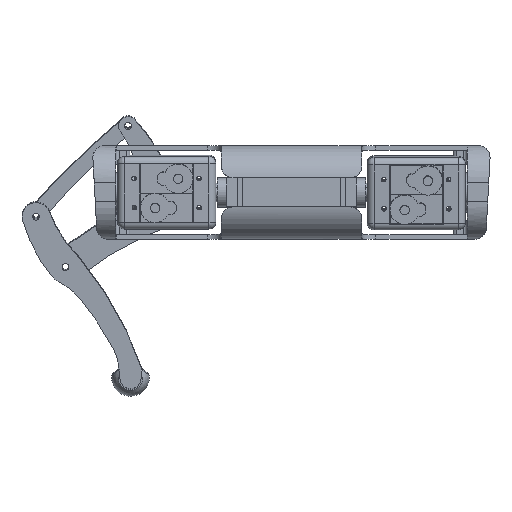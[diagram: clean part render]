
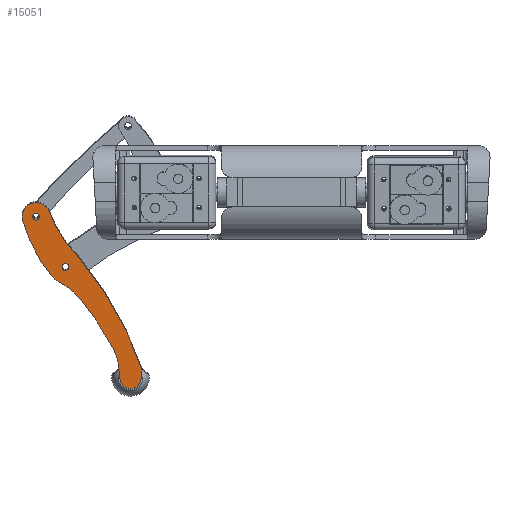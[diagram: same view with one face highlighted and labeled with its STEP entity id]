
A CAD part, top view. The second image highlights one B-rep face of the part: STEP entity #15051.
In plain terms, the highlighted face is planar.
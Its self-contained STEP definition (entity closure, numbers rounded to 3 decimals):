
#65 = ORIENTED_EDGE ( 'NONE', *, *, #10801, .T. ) ;
#157 = DIRECTION ( 'NONE',  ( 1., 0., 0. ) ) ;
#196 = ORIENTED_EDGE ( 'NONE', *, *, #11434, .T. ) ;
#294 = CARTESIAN_POINT ( 'NONE',  ( 10.107, -58.452, 5. ) ) ;
#311 = CARTESIAN_POINT ( 'NONE',  ( 14.893, -58.452, 5. ) ) ;
#364 = DIRECTION ( 'NONE',  ( 1., 0., 0. ) ) ;
#374 = CARTESIAN_POINT ( 'NONE',  ( -47.671, 1.717, 5. ) ) ;
#758 = AXIS2_PLACEMENT_3D ( 'NONE', #294, #2712, #6381 ) ;
#909 = EDGE_CURVE ( 'NONE', #1970, #14548, #1358, .T. ) ;
#915 = ORIENTED_EDGE ( 'NONE', *, *, #9933, .T. ) ;
#925 = B_SPLINE_CURVE_WITH_KNOTS ( 'NONE', 3,
 ( #11777, #9393, #2098, #5598, #15360 ),
 .UNSPECIFIED., .F., .F.,
 ( 4, 1, 4 ),
 ( 0., 0.673, 1. ),
 .UNSPECIFIED. ) ;
#958 = DIRECTION ( 'NONE',  ( 0., 0., 1. ) ) ;
#1130 = ORIENTED_EDGE ( 'NONE', *, *, #909, .F. ) ;
#1283 = CARTESIAN_POINT ( 'NONE',  ( 25., 0., 5. ) ) ;
#1358 = CIRCLE ( 'NONE', #6945, 1.45 ) ;
#1427 = ORIENTED_EDGE ( 'NONE', *, *, #11323, .T. ) ;
#1808 = CIRCLE ( 'NONE', #6660, 53.319 ) ;
#1818 = AXIS2_PLACEMENT_3D ( 'NONE', #13721, #13871, #14928 ) ;
#1969 = AXIS2_PLACEMENT_3D ( 'NONE', #13468, #8594, #157 ) ;
#1970 = VERTEX_POINT ( 'NONE', #6037 ) ;
#2098 = CARTESIAN_POINT ( 'NONE',  ( -32.611, -0.1, 5. ) ) ;
#2107 = EDGE_LOOP ( 'NONE', ( #1130, #12265 ) ) ;
#2126 = VERTEX_POINT ( 'NONE', #8600 ) ;
#2411 = DIRECTION ( 'NONE',  ( 0., 0., -1. ) ) ;
#2500 = AXIS2_PLACEMENT_3D ( 'NONE', #4633, #958, #15499 ) ;
#2512 = FACE_BOUND ( 'NONE', #11985, .T. ) ;
#2566 = CARTESIAN_POINT ( 'NONE',  ( -43.565, 9.772, 5. ) ) ;
#2712 = DIRECTION ( 'NONE',  ( 0., 0., 1. ) ) ;
#2776 = EDGE_CURVE ( 'NONE', #14548, #1970, #5290, .T. ) ;
#2803 = CIRCLE ( 'NONE', #2500, 6. ) ;
#2909 = AXIS2_PLACEMENT_3D ( 'NONE', #12929, #12825, #10445 ) ;
#3312 = DIRECTION ( 'NONE',  ( 0., 0., -1. ) ) ;
#3687 = EDGE_CURVE ( 'NONE', #12022, #2126, #2803, .T. ) ;
#3695 = CARTESIAN_POINT ( 'NONE',  ( 26.45, 0., 5. ) ) ;
#3721 = DIRECTION ( 'NONE',  ( 1., 0., 0. ) ) ;
#3811 = ORIENTED_EDGE ( 'NONE', *, *, #11253, .T. ) ;
#3889 = CARTESIAN_POINT ( 'NONE',  ( -1.45, 0., 5. ) ) ;
#3936 = DIRECTION ( 'NONE',  ( 1., 0., 0. ) ) ;
#4190 = PLANE ( 'NONE',  #9981 ) ;
#4334 = DIRECTION ( 'NONE',  ( 1., 0., 0. ) ) ;
#4367 = DIRECTION ( 'NONE',  ( 0., 0., 1. ) ) ;
#4509 = CARTESIAN_POINT ( 'NONE',  ( 26.481, 5.814, 5. ) ) ;
#4544 = EDGE_CURVE ( 'NONE', #4578, #15511, #9242, .T. ) ;
#4578 = VERTEX_POINT ( 'NONE', #11723 ) ;
#4633 = CARTESIAN_POINT ( 'NONE',  ( -55., 0., 5. ) ) ;
#5012 = DIRECTION ( 'NONE',  ( 1., 0., 0. ) ) ;
#5265 = DIRECTION ( 'NONE',  ( 0., 0., 1. ) ) ;
#5290 = CIRCLE ( 'NONE', #15074, 1.45 ) ;
#5365 = AXIS2_PLACEMENT_3D ( 'NONE', #2566, #2411, #5953 ) ;
#5393 = EDGE_LOOP ( 'NONE', ( #65, #12889, #13494, #7250, #196, #915, #3811, #9932, #8682, #1427, #13939 ) ) ;
#5598 = CARTESIAN_POINT ( 'NONE',  ( -44.454, 0.077, 5. ) ) ;
#5611 = AXIS2_PLACEMENT_3D ( 'NONE', #13518, #14726, #5012 ) ;
#5689 = DIRECTION ( 'NONE',  ( -1., 0., 0. ) ) ;
#5774 = CIRCLE ( 'NONE', #1818, 1.45 ) ;
#5835 = CARTESIAN_POINT ( 'NONE',  ( 1.728, -6.783, 5. ) ) ;
#5936 = EDGE_CURVE ( 'NONE', #6496, #14768, #5774, .T. ) ;
#5953 = DIRECTION ( 'NONE',  ( 1., 0., 0. ) ) ;
#6037 = CARTESIAN_POINT ( 'NONE',  ( 23.55, 0., 5. ) ) ;
#6381 = DIRECTION ( 'NONE',  ( 1., 0., 0. ) ) ;
#6394 = DIRECTION ( 'NONE',  ( 0., 0., -1. ) ) ;
#6469 = VERTEX_POINT ( 'NONE', #5835 ) ;
#6496 = VERTEX_POINT ( 'NONE', #15432 ) ;
#6660 = AXIS2_PLACEMENT_3D ( 'NONE', #311, #6394, #364 ) ;
#6713 = CARTESIAN_POINT ( 'NONE',  ( -55., 0., 5. ) ) ;
#6747 = CARTESIAN_POINT ( 'NONE',  ( -50.439, 3.898, 5. ) ) ;
#6945 = AXIS2_PLACEMENT_3D ( 'NONE', #11670, #4367, #12135 ) ;
#6974 = VERTEX_POINT ( 'NONE', #9562 ) ;
#7250 = ORIENTED_EDGE ( 'NONE', *, *, #8340, .T. ) ;
#7611 = CIRCLE ( 'NONE', #8128, 6. ) ;
#7739 = CIRCLE ( 'NONE', #9457, 7. ) ;
#7767 = CARTESIAN_POINT ( 'NONE',  ( 0., 0., 5. ) ) ;
#8128 = AXIS2_PLACEMENT_3D ( 'NONE', #6713, #9160, #10342 ) ;
#8340 = EDGE_CURVE ( 'NONE', #2126, #6974, #7611, .T. ) ;
#8557 = VERTEX_POINT ( 'NONE', #15509 ) ;
#8579 = CARTESIAN_POINT ( 'NONE',  ( -14.714, 1.575, 5. ) ) ;
#8594 = DIRECTION ( 'NONE',  ( 0., 0., -1. ) ) ;
#8600 = CARTESIAN_POINT ( 'NONE',  ( -61., 0., 5. ) ) ;
#8682 = ORIENTED_EDGE ( 'NONE', *, *, #11793, .T. ) ;
#8964 = CARTESIAN_POINT ( 'NONE',  ( 0., 0., 5. ) ) ;
#9044 = VERTEX_POINT ( 'NONE', #374 ) ;
#9160 = DIRECTION ( 'NONE',  ( 0., 0., 1. ) ) ;
#9223 = CARTESIAN_POINT ( 'NONE',  ( 25., 0., 5. ) ) ;
#9242 = CIRCLE ( 'NONE', #14397, 6. ) ;
#9298 = EDGE_CURVE ( 'NONE', #8557, #15244, #14026, .T. ) ;
#9393 = CARTESIAN_POINT ( 'NONE',  ( -23.186, 0.086, 5. ) ) ;
#9457 = AXIS2_PLACEMENT_3D ( 'NONE', #8964, #10314, #4334 ) ;
#9562 = CARTESIAN_POINT ( 'NONE',  ( -56.18, -5.883, 5. ) ) ;
#9932 = ORIENTED_EDGE ( 'NONE', *, *, #4544, .T. ) ;
#9933 = EDGE_CURVE ( 'NONE', #13194, #6469, #7739, .T. ) ;
#9978 = VERTEX_POINT ( 'NONE', #13950 ) ;
#9981 = AXIS2_PLACEMENT_3D ( 'NONE', #11551, #3312, #5689 ) ;
#10120 = ORIENTED_EDGE ( 'NONE', *, *, #11051, .F. ) ;
#10314 = DIRECTION ( 'NONE',  ( 0., 0., 1. ) ) ;
#10342 = DIRECTION ( 'NONE',  ( 1., 0., 0. ) ) ;
#10445 = DIRECTION ( 'NONE',  ( 1., 0., 0. ) ) ;
#10586 = CIRCLE ( 'NONE', #2909, 159.976 ) ;
#10621 = AXIS2_PLACEMENT_3D ( 'NONE', #7767, #5265, #3936 ) ;
#10801 = EDGE_CURVE ( 'NONE', #15244, #9044, #925, .T. ) ;
#11051 = EDGE_CURVE ( 'NONE', #14768, #6496, #14363, .T. ) ;
#11253 = EDGE_CURVE ( 'NONE', #6469, #4578, #1808, .T. ) ;
#11323 = EDGE_CURVE ( 'NONE', #9978, #8557, #14737, .T. ) ;
#11434 = EDGE_CURVE ( 'NONE', #6974, #13194, #10586, .T. ) ;
#11551 = CARTESIAN_POINT ( 'NONE',  ( -31.394, 0.023, 5. ) ) ;
#11637 = CARTESIAN_POINT ( 'NONE',  ( 1.131, -6.908, 5. ) ) ;
#11670 = CARTESIAN_POINT ( 'NONE',  ( 25., 0., 5. ) ) ;
#11694 = CIRCLE ( 'NONE', #758, 66.319 ) ;
#11723 = CARTESIAN_POINT ( 'NONE',  ( 23.978, -5.912, 5. ) ) ;
#11777 = CARTESIAN_POINT ( 'NONE',  ( -14.714, 1.575, 5. ) ) ;
#11793 = EDGE_CURVE ( 'NONE', #15511, #9978, #11694, .T. ) ;
#11985 = EDGE_LOOP ( 'NONE', ( #10120, #15169 ) ) ;
#12022 = VERTEX_POINT ( 'NONE', #6747 ) ;
#12135 = DIRECTION ( 'NONE',  ( 1., 0., 0. ) ) ;
#12265 = ORIENTED_EDGE ( 'NONE', *, *, #2776, .F. ) ;
#12384 = FACE_BOUND ( 'NONE', #2107, .T. ) ;
#12825 = DIRECTION ( 'NONE',  ( 0., 0., 1. ) ) ;
#12889 = ORIENTED_EDGE ( 'NONE', *, *, #15176, .T. ) ;
#12929 = CARTESIAN_POINT ( 'NONE',  ( -24.71, 150.967, 5. ) ) ;
#13194 = VERTEX_POINT ( 'NONE', #11637 ) ;
#13468 = CARTESIAN_POINT ( 'NONE',  ( -19.782, 30.416, 5. ) ) ;
#13494 = ORIENTED_EDGE ( 'NONE', *, *, #3687, .T. ) ;
#13499 = DIRECTION ( 'NONE',  ( 0., 0., 1. ) ) ;
#13518 = CARTESIAN_POINT ( 'NONE',  ( 0., 0., 5. ) ) ;
#13524 = FACE_OUTER_BOUND ( 'NONE', #5393, .T. ) ;
#13721 = CARTESIAN_POINT ( 'NONE',  ( 0., 0., 5. ) ) ;
#13871 = DIRECTION ( 'NONE',  ( 0., 0., 1. ) ) ;
#13939 = ORIENTED_EDGE ( 'NONE', *, *, #9298, .T. ) ;
#13950 = CARTESIAN_POINT ( 'NONE',  ( -1.193, 6.898, 5. ) ) ;
#14026 = CIRCLE ( 'NONE', #1969, 29.283 ) ;
#14363 = CIRCLE ( 'NONE', #5611, 1.45 ) ;
#14397 = AXIS2_PLACEMENT_3D ( 'NONE', #9223, #15349, #15247 ) ;
#14548 = VERTEX_POINT ( 'NONE', #3695 ) ;
#14657 = CIRCLE ( 'NONE', #5365, 9.042 ) ;
#14726 = DIRECTION ( 'NONE',  ( 0., 0., 1. ) ) ;
#14737 = CIRCLE ( 'NONE', #10621, 7. ) ;
#14768 = VERTEX_POINT ( 'NONE', #3889 ) ;
#14928 = DIRECTION ( 'NONE',  ( 1., 0., 0. ) ) ;
#15051 = ADVANCED_FACE ( 'NONE', ( #13524, #2512, #12384 ), #4190, .F. ) ;
#15074 = AXIS2_PLACEMENT_3D ( 'NONE', #1283, #13499, #3721 ) ;
#15169 = ORIENTED_EDGE ( 'NONE', *, *, #5936, .F. ) ;
#15176 = EDGE_CURVE ( 'NONE', #9044, #12022, #14657, .T. ) ;
#15244 = VERTEX_POINT ( 'NONE', #8579 ) ;
#15247 = DIRECTION ( 'NONE',  ( 1., 0., 0. ) ) ;
#15349 = DIRECTION ( 'NONE',  ( 0., 0., 1. ) ) ;
#15360 = CARTESIAN_POINT ( 'NONE',  ( -47.671, 1.717, 5. ) ) ;
#15432 = CARTESIAN_POINT ( 'NONE',  ( 1.45, 0., 5. ) ) ;
#15499 = DIRECTION ( 'NONE',  ( 1., 0., 0. ) ) ;
#15509 = CARTESIAN_POINT ( 'NONE',  ( -3.816, 5.868, 5. ) ) ;
#15511 = VERTEX_POINT ( 'NONE', #4509 ) ;
